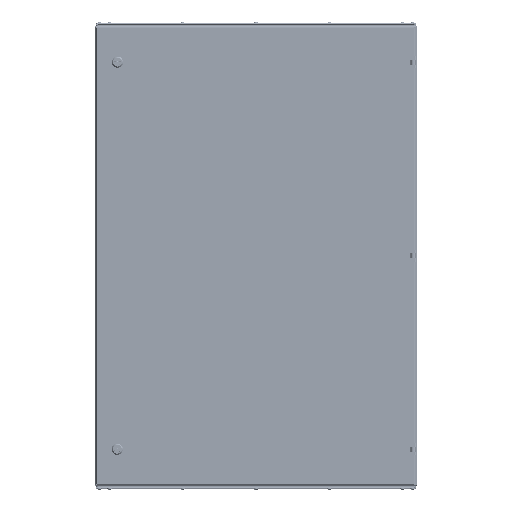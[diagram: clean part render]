
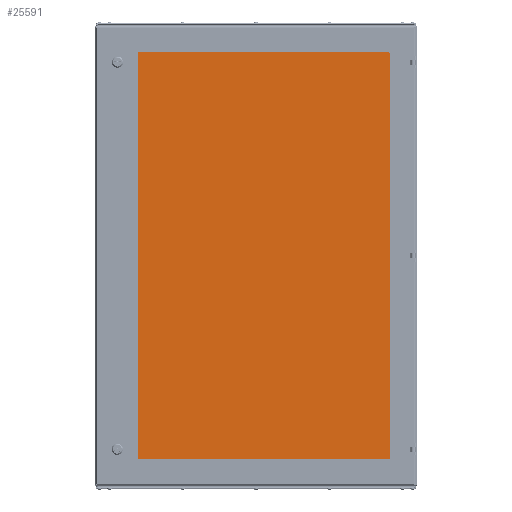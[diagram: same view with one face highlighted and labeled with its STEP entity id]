
A CAD part, top view. The second image highlights one B-rep face of the part: STEP entity #25591.
In plain terms, the highlighted planar face has unit normal (0, 0, 1).
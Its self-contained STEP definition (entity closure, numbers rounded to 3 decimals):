
#2004 = VERTEX_POINT ( 'NONE', #72209 ) ;
#2093 = CARTESIAN_POINT ( 'NONE',  ( 0., 0., 4. ) ) ;
#2320 = ORIENTED_EDGE ( 'NONE', *, *, #15434, .T. ) ;
#4354 = VERTEX_POINT ( 'NONE', #26616 ) ;
#5533 = LINE ( 'NONE', #32979, #66269 ) ;
#7437 = EDGE_CURVE ( 'NONE', #56183, #4354, #37411, .T. ) ;
#7731 = DIRECTION ( 'NONE',  ( -1., 0., 0. ) ) ;
#7954 = VECTOR ( 'NONE', #77385, 1000. ) ;
#10691 = VERTEX_POINT ( 'NONE', #78045 ) ;
#11992 = ORIENTED_EDGE ( 'NONE', *, *, #57812, .T. ) ;
#12615 = EDGE_CURVE ( 'NONE', #34993, #83193, #5533, .T. ) ;
#15434 = EDGE_CURVE ( 'NONE', #76336, #10691, #77222, .T. ) ;
#15586 = CARTESIAN_POINT ( 'NONE',  ( -327.75, -510.5, 4. ) ) ;
#15727 = AXIS2_PLACEMENT_3D ( 'NONE', #24403, #23964, #17194 ) ;
#15981 = DIRECTION ( 'NONE',  ( -1., 0., 0. ) ) ;
#17194 = DIRECTION ( 'NONE',  ( -1., 0., 0. ) ) ;
#23235 = ORIENTED_EDGE ( 'NONE', *, *, #12615, .T. ) ;
#23964 = DIRECTION ( 'NONE',  ( 0., 0., 1. ) ) ;
#24403 = CARTESIAN_POINT ( 'NONE',  ( -317.75, 510.5, 4. ) ) ;
#24934 = ORIENTED_EDGE ( 'NONE', *, *, #68402, .T. ) ;
#25591 = ADVANCED_FACE ( 'NONE', ( #63640 ), #71250, .F. ) ;
#26345 = ORIENTED_EDGE ( 'NONE', *, *, #76500, .T. ) ;
#26616 = CARTESIAN_POINT ( 'NONE',  ( 317.75, 520.5, 4. ) ) ;
#28440 = AXIS2_PLACEMENT_3D ( 'NONE', #69250, #82739, #7731 ) ;
#29530 = DIRECTION ( 'NONE',  ( 0., 0., -1. ) ) ;
#32979 = CARTESIAN_POINT ( 'NONE',  ( -327.75, -520.5, 4. ) ) ;
#33254 = AXIS2_PLACEMENT_3D ( 'NONE', #2093, #29530, #56927 ) ;
#33766 = EDGE_LOOP ( 'NONE', ( #2320, #51535, #24934, #59014, #46198, #11992, #23235, #26345 ) ) ;
#34469 = CARTESIAN_POINT ( 'NONE',  ( 327.75, 510.5, 4. ) ) ;
#34993 = VERTEX_POINT ( 'NONE', #64679 ) ;
#36629 = CARTESIAN_POINT ( 'NONE',  ( -317.75, -520.5, 4. ) ) ;
#37249 = CARTESIAN_POINT ( 'NONE',  ( -327.75, -520.5, 4. ) ) ;
#37411 = CIRCLE ( 'NONE', #58911, 10. ) ;
#43284 = LINE ( 'NONE', #43733, #7954 ) ;
#43733 = CARTESIAN_POINT ( 'NONE',  ( 327.75, -520.5, 4. ) ) ;
#44243 = DIRECTION ( 'NONE',  ( -1., 0., 0. ) ) ;
#46192 = VERTEX_POINT ( 'NONE', #67243 ) ;
#46198 = ORIENTED_EDGE ( 'NONE', *, *, #85014, .T. ) ;
#51535 = ORIENTED_EDGE ( 'NONE', *, *, #88152, .T. ) ;
#55274 = DIRECTION ( 'NONE',  ( -1., 0., 0. ) ) ;
#56183 = VERTEX_POINT ( 'NONE', #34469 ) ;
#56502 = CIRCLE ( 'NONE', #63587, 10. ) ;
#56927 = DIRECTION ( 'NONE',  ( -1., 0., 0. ) ) ;
#57050 = CARTESIAN_POINT ( 'NONE',  ( 317.75, 510.5, 4. ) ) ;
#57728 = CARTESIAN_POINT ( 'NONE',  ( -317.75, -510.5, 4. ) ) ;
#57812 = EDGE_CURVE ( 'NONE', #46192, #34993, #80256, .T. ) ;
#58911 = AXIS2_PLACEMENT_3D ( 'NONE', #57050, #84410, #55274 ) ;
#59014 = ORIENTED_EDGE ( 'NONE', *, *, #7437, .T. ) ;
#62241 = LINE ( 'NONE', #82458, #81241 ) ;
#63587 = AXIS2_PLACEMENT_3D ( 'NONE', #57728, #85087, #44243 ) ;
#63640 = FACE_OUTER_BOUND ( 'NONE', #33766, .T. ) ;
#64679 = CARTESIAN_POINT ( 'NONE',  ( -327.75, 510.5, 4. ) ) ;
#66269 = VECTOR ( 'NONE', #87755, 1000. ) ;
#67243 = CARTESIAN_POINT ( 'NONE',  ( -317.75, 520.5, 4. ) ) ;
#68402 = EDGE_CURVE ( 'NONE', #2004, #56183, #43284, .T. ) ;
#69250 = CARTESIAN_POINT ( 'NONE',  ( 317.75, -510.5, 4. ) ) ;
#69386 = VECTOR ( 'NONE', #70933, 1000. ) ;
#70933 = DIRECTION ( 'NONE',  ( 1., 0., 0. ) ) ;
#71250 = PLANE ( 'NONE',  #33254 ) ;
#72209 = CARTESIAN_POINT ( 'NONE',  ( 327.75, -510.5, 4. ) ) ;
#76336 = VERTEX_POINT ( 'NONE', #36629 ) ;
#76500 = EDGE_CURVE ( 'NONE', #83193, #76336, #56502, .T. ) ;
#77222 = LINE ( 'NONE', #37249, #69386 ) ;
#77385 = DIRECTION ( 'NONE',  ( 0., 1., 0. ) ) ;
#78045 = CARTESIAN_POINT ( 'NONE',  ( 317.75, -520.5, 4. ) ) ;
#80026 = CIRCLE ( 'NONE', #28440, 10. ) ;
#80256 = CIRCLE ( 'NONE', #15727, 10. ) ;
#81241 = VECTOR ( 'NONE', #15981, 1000. ) ;
#82458 = CARTESIAN_POINT ( 'NONE',  ( -327.75, 520.5, 4. ) ) ;
#82739 = DIRECTION ( 'NONE',  ( 0., 0., 1. ) ) ;
#83193 = VERTEX_POINT ( 'NONE', #15586 ) ;
#84410 = DIRECTION ( 'NONE',  ( 0., 0., 1. ) ) ;
#85014 = EDGE_CURVE ( 'NONE', #4354, #46192, #62241, .T. ) ;
#85087 = DIRECTION ( 'NONE',  ( 0., 0., 1. ) ) ;
#87755 = DIRECTION ( 'NONE',  ( 0., -1., 0. ) ) ;
#88152 = EDGE_CURVE ( 'NONE', #10691, #2004, #80026, .T. ) ;
